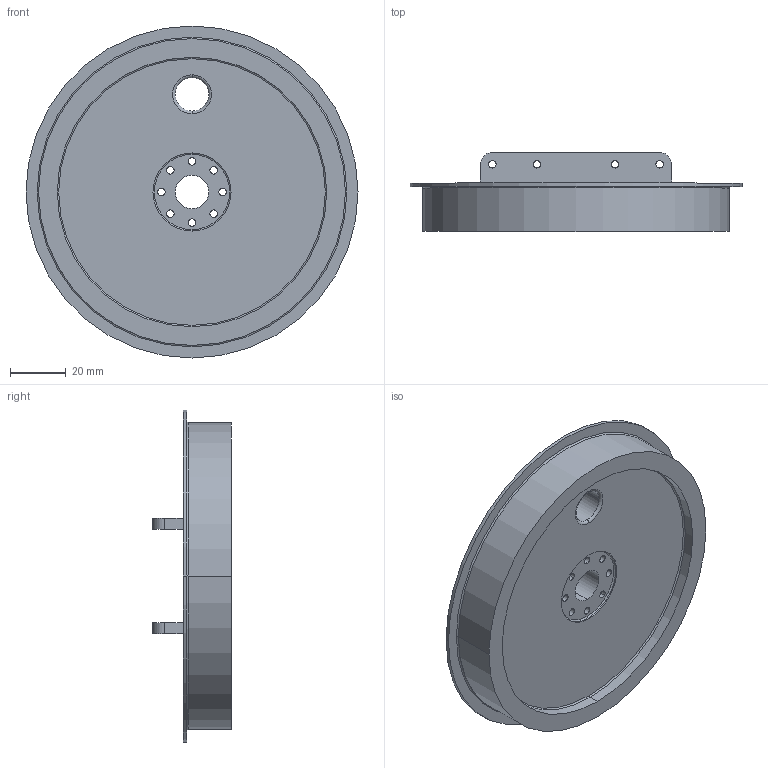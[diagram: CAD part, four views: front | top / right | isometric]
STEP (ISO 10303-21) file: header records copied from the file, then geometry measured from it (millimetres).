
FILE_DESCRIPTION (( 'STEP AP214' ), '1' );
FILE_NAME ('Base_Master.STEP', '2023-11-10T08:02:39', ( '' ), ( '' ), 'SwSTEP 2.0', 'SolidWorks 2022', '' );
FILE_SCHEMA (( 'AUTOMOTIVE_DESIGN' ));
Length unit declared in the file: millimetre
Products named in the file (1): Base_Master
Bounding box: 119 x 28.25 x 119 mm (x, y, z)
Volume: 135919.9 mm3; surface area: 34326.2 mm2
Topology: 1 solids, 1 shells, 97 faces, 238 edges, 156 vertices
Faces by surface type: cylinder 64, plane 23, torus 10
Entity records: 3044 total; most frequent: DIRECTION 584, CARTESIAN_POINT 492, ORIENTED_EDGE 476, AXIS2_PLACEMENT_3D 248, EDGE_CURVE 238, VERTEX_POINT 156, CIRCLE 150, EDGE_LOOP 146
